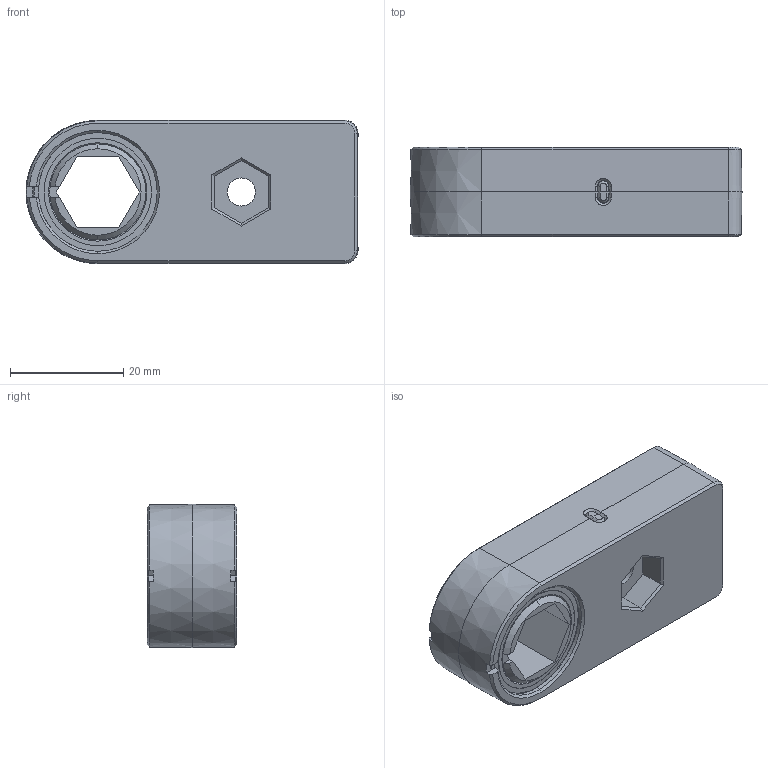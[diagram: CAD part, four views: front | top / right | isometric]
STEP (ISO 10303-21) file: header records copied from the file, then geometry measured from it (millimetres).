
FILE_DESCRIPTION (( 'STEP AP214' ), '1' );
FILE_NAME ('WCP-1655.STEP', '2024-12-05T20:52:13', ( '' ), ( '' ), 'SwSTEP 2.0', 'SolidWorks 2022', '' );
FILE_SCHEMA (( 'AUTOMOTIVE_DESIGN' ));
Length unit declared in the file: inch
Products named in the file (10): WCP-1660; WCP-1655-002 Rev1; WCP-1655-004 Rev1; WCP-1655-005 Rev1; WCP-1655-008 Public; WCP-1655-001 Rev1; WCP-1655-007 Rev1; WCP-1655-003 Rev1; WCP-1655-006 Rev1; WCP-1655
Assembly tree (13 placements, depth 2):
  WCP-1655
    WCP-1655-001 Rev1
    WCP-1655-002 Rev1
    WCP-1655-003 Rev1
    WCP-1655-004 Rev1
    WCP-1655-005 Rev1
    WCP-1655-006 Rev1
    WCP-1655-007 Rev1  x4
    WCP-1660  x2
    WCP-1655-008 Public
Bounding box: 58.74 x 15.88 x 25.41 mm (x, y, z)
Volume: 12384.3 mm3; surface area: 19049.5 mm2
Topology: 14 solids, 14 shells, 2499 faces, 6789 edges, 4367 vertices
Faces by surface type: cylinder 1097, plane 823, cone 290, torus 153, bspline 136
Entity records: 86259 total; most frequent: CARTESIAN_POINT 35949, ORIENTED_EDGE 9182, DIRECTION 8155, EDGE_CURVE 4591, VERTEX_POINT 2937, AXIS2_PLACEMENT_3D 2729, VECTOR 2697, LINE 2697
